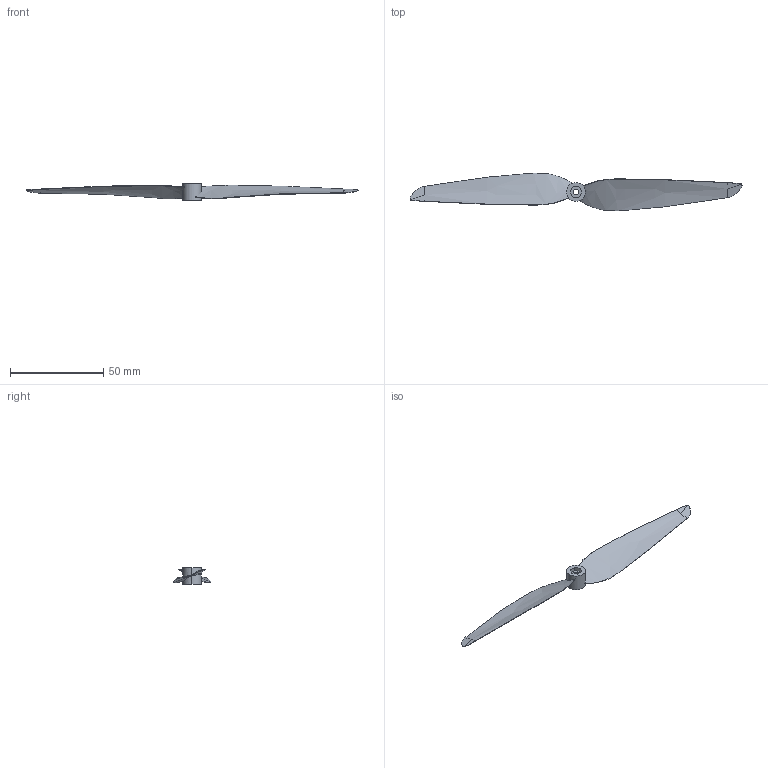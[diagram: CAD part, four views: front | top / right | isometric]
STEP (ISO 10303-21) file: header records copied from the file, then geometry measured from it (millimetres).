
FILE_DESCRIPTION (( 'STEP AP203' ), '1' );
FILE_NAME ('Helice nouveau pas_Défaut_sldprt.STEP', '2017-09-14T07:31:38', ( '' ), ( '' ), 'SwSTEP 2.0', 'SolidWorks 2016', '' );
FILE_SCHEMA (( 'CONFIG_CONTROL_DESIGN' ));
Length unit declared in the file: millimetre
Products named in the file (1): Helice nouveau pas_Défaut_sldprt
Bounding box: 177.64 x 20.28 x 9 mm (x, y, z)
Volume: 1033.3 mm3; surface area: 5281.2 mm2
Topology: 1 solids, 1 shells, 42 faces, 114 edges, 68 vertices
Faces by surface type: bspline 22, plane 16, cylinder 4
Entity records: 2797 total; most frequent: CARTESIAN_POINT 1879, ORIENTED_EDGE 212, EDGE_CURVE 106, DIRECTION 100, VERTEX_POINT 68, B_SPLINE_CURVE_WITH_KNOTS 56, EDGE_LOOP 46, ADVANCED_FACE 42
